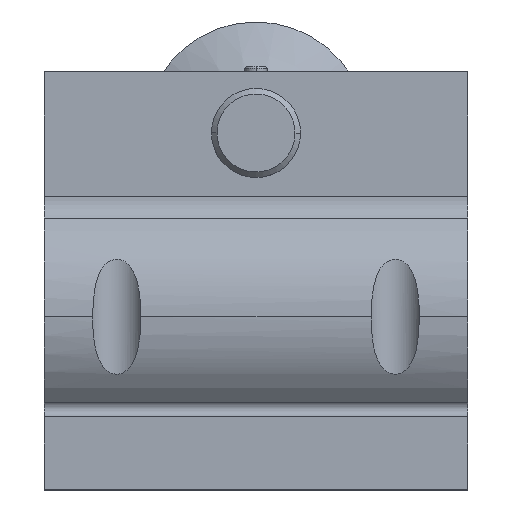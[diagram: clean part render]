
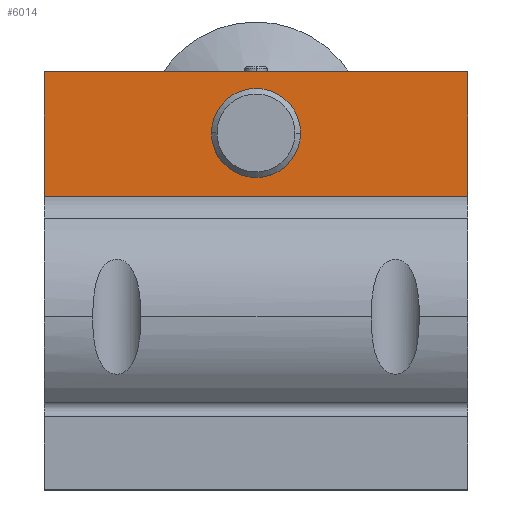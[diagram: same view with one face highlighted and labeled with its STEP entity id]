
A CAD part, top view. The second image highlights one B-rep face of the part: STEP entity #6014.
In plain terms, the highlighted planar face has unit normal (0, 0, 1).
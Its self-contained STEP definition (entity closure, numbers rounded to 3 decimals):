
#37 = CARTESIAN_POINT ( 'NONE',  ( -2.108, 25.078, 88. ) ) ;
#103 = ORIENTED_EDGE ( 'NONE', *, *, #4722, .F. ) ;
#170 = DIRECTION ( 'NONE',  ( 0., 0., 1. ) ) ;
#245 = VERTEX_POINT ( 'NONE', #3052 ) ;
#248 = EDGE_CURVE ( 'NONE', #4250, #4528, #4449, .T. ) ;
#396 = CARTESIAN_POINT ( 'NONE',  ( 30.892, 36.078, 88. ) ) ;
#473 = PLANE ( 'NONE',  #4672 ) ;
#519 = DIRECTION ( 'NONE',  ( 1., 0., 0. ) ) ;
#520 = VECTOR ( 'NONE', #519, 1000. ) ;
#784 = ORIENTED_EDGE ( 'NONE', *, *, #248, .T. ) ;
#1299 = CARTESIAN_POINT ( 'NONE',  ( -7.108, 25.078, 88. ) ) ;
#1456 = DIRECTION ( 'NONE',  ( 0., 0., -1. ) ) ;
#1494 = CARTESIAN_POINT ( 'NONE',  ( -45.108, 36.078, 88. ) ) ;
#1551 = AXIS2_PLACEMENT_3D ( 'NONE', #4324, #170, #2253 ) ;
#1815 = EDGE_CURVE ( 'NONE', #4192, #245, #4786, .T. ) ;
#1937 = FACE_BOUND ( 'NONE', #6122, .T. ) ;
#1976 = CARTESIAN_POINT ( 'NONE',  ( 30.892, 36.078, 88. ) ) ;
#1979 = DIRECTION ( 'NONE',  ( 0., 1., 0. ) ) ;
#2045 = EDGE_CURVE ( 'NONE', #4192, #4250, #5912, .T. ) ;
#2253 = DIRECTION ( 'NONE',  ( 1., 0., 0. ) ) ;
#2276 = DIRECTION ( 'NONE',  ( 1., 0., 0. ) ) ;
#2362 = ORIENTED_EDGE ( 'NONE', *, *, #2045, .T. ) ;
#2552 = VERTEX_POINT ( 'NONE', #37 ) ;
#2797 = CARTESIAN_POINT ( 'NONE',  ( -45.108, 13.694, 88. ) ) ;
#2828 = AXIS2_PLACEMENT_3D ( 'NONE', #1299, #4936, #2276 ) ;
#3052 = CARTESIAN_POINT ( 'NONE',  ( 30.892, 13.694, 88. ) ) ;
#3053 = VECTOR ( 'NONE', #3530, 1000. ) ;
#3265 = DIRECTION ( 'NONE',  ( 0., -1., 0. ) ) ;
#3530 = DIRECTION ( 'NONE',  ( 0., -1., 0. ) ) ;
#3673 = CARTESIAN_POINT ( 'NONE',  ( 30.892, 13.694, 88. ) ) ;
#3686 = ORIENTED_EDGE ( 'NONE', *, *, #5246, .F. ) ;
#3763 = EDGE_CURVE ( 'NONE', #4528, #245, #4920, .T. ) ;
#4120 = ORIENTED_EDGE ( 'NONE', *, *, #1815, .F. ) ;
#4192 = VERTEX_POINT ( 'NONE', #1976 ) ;
#4250 = VERTEX_POINT ( 'NONE', #1494 ) ;
#4324 = CARTESIAN_POINT ( 'NONE',  ( -7.108, 25.078, 88. ) ) ;
#4449 = LINE ( 'NONE', #5037, #3053 ) ;
#4528 = VERTEX_POINT ( 'NONE', #2797 ) ;
#4672 = AXIS2_PLACEMENT_3D ( 'NONE', #396, #1456, #1979 ) ;
#4722 = EDGE_CURVE ( 'NONE', #2552, #6461, #5109, .T. ) ;
#4786 = LINE ( 'NONE', #6457, #6762 ) ;
#4863 = VECTOR ( 'NONE', #6119, 1000. ) ;
#4920 = LINE ( 'NONE', #3673, #520 ) ;
#4936 = DIRECTION ( 'NONE',  ( 0., 0., 1. ) ) ;
#5029 = CARTESIAN_POINT ( 'NONE',  ( 30.892, 36.078, 88. ) ) ;
#5037 = CARTESIAN_POINT ( 'NONE',  ( -45.108, 36.078, 88. ) ) ;
#5098 = CIRCLE ( 'NONE', #1551, 5. ) ;
#5109 = CIRCLE ( 'NONE', #2828, 5. ) ;
#5246 = EDGE_CURVE ( 'NONE', #6461, #2552, #5098, .T. ) ;
#5300 = ORIENTED_EDGE ( 'NONE', *, *, #3763, .T. ) ;
#5776 = CARTESIAN_POINT ( 'NONE',  ( -12.108, 25.078, 88. ) ) ;
#5912 = LINE ( 'NONE', #5029, #4863 ) ;
#6014 = ADVANCED_FACE ( 'NONE', ( #1937, #6111 ), #473, .F. ) ;
#6111 = FACE_OUTER_BOUND ( 'NONE', #6363, .T. ) ;
#6119 = DIRECTION ( 'NONE',  ( -1., 0., 0. ) ) ;
#6122 = EDGE_LOOP ( 'NONE', ( #103, #3686 ) ) ;
#6363 = EDGE_LOOP ( 'NONE', ( #784, #5300, #4120, #2362 ) ) ;
#6457 = CARTESIAN_POINT ( 'NONE',  ( 30.892, 36.078, 88. ) ) ;
#6461 = VERTEX_POINT ( 'NONE', #5776 ) ;
#6762 = VECTOR ( 'NONE', #3265, 1000. ) ;
